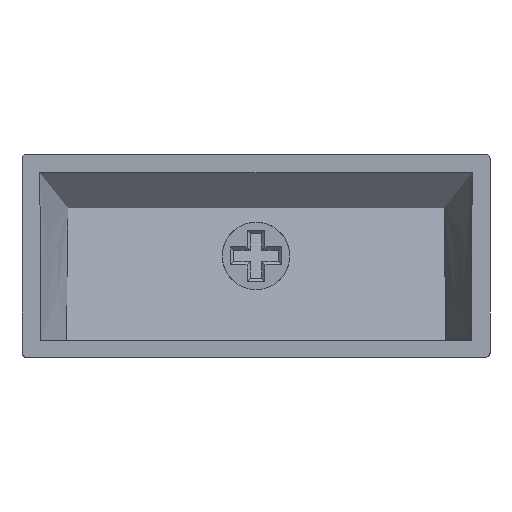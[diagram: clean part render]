
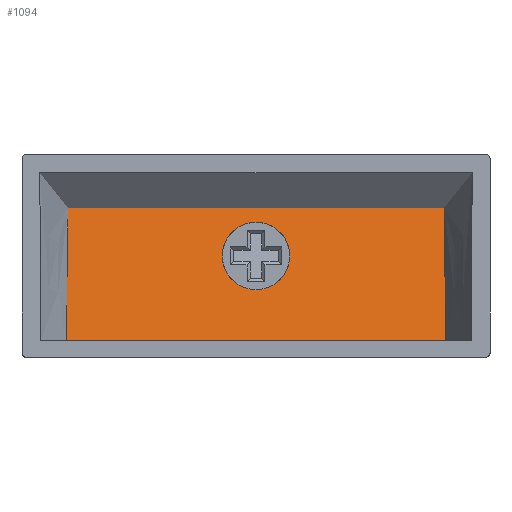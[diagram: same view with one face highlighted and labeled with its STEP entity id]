
A CAD part, front view. The second image highlights one B-rep face of the part: STEP entity #1094.
In plain terms, the highlighted planar face has unit normal (0, -0.981, 0.193).
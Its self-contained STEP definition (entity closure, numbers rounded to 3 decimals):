
#109 = EDGE_CURVE ( 'NONE', #2305, #1950, #1459, .T. ) ;
#150 = CARTESIAN_POINT ( 'NONE',  ( 14.85, 6.845, -6.04 ) ) ;
#159 = ORIENTED_EDGE ( 'NONE', *, *, #2639, .F. ) ;
#224 = CARTESIAN_POINT ( 'NONE',  ( 4.003, 5.543, -12.654 ) ) ;
#273 = CARTESIAN_POINT ( 'NONE',  ( 37.653, 6.32, -8.708 ) ) ;
#525 = ORIENTED_EDGE ( 'NONE', *, *, #109, .F. ) ;
#527 = LINE ( 'NONE', #1021, #654 ) ;
#540 = FACE_BOUND ( 'NONE', #2328, .T. ) ;
#645 = CARTESIAN_POINT ( 'NONE',  ( 26.85, 5.664, -12.04 ) ) ;
#654 = VECTOR ( 'NONE', #1233, 1000. ) ;
#680 = AXIS2_PLACEMENT_3D ( 'NONE', #2344, #1057, #1268 ) ;
#682 = VECTOR ( 'NONE', #1642, 1000. ) ;
#693 = VERTEX_POINT ( 'NONE', #2701 ) ;
#701 = EDGE_CURVE ( 'NONE', #2471, #2305, #921, .T. ) ;
#761 = CARTESIAN_POINT ( 'NONE',  ( 20.85, 5.664, -12.04 ) ) ;
#805 = EDGE_CURVE ( 'NONE', #2135, #989, #1251, .T. ) ;
#860 = CARTESIAN_POINT ( 'NONE',  ( 37.617, 7.096, -4.762 ) ) ;
#921 = LINE ( 'NONE', #1878, #682 ) ;
#922 = CARTESIAN_POINT ( 'NONE',  ( 37.758, 4.766, -16.6 ) ) ;
#989 = VERTEX_POINT ( 'NONE', #2577 ) ;
#1021 = CARTESIAN_POINT ( 'NONE',  ( 0., 4.766, -16.6 ) ) ;
#1054 = CARTESIAN_POINT ( 'NONE',  ( 26.85, 6.845, -6.04 ) ) ;
#1057 = DIRECTION ( 'NONE',  ( 0., 0.981, -0.193 ) ) ;
#1063 = PLANE ( 'NONE',  #680 ) ;
#1094 = ADVANCED_FACE ( 'NONE', ( #540, #2308 ), #1063, .F. ) ;
#1233 = DIRECTION ( 'NONE',  ( 1., 0., 0. ) ) ;
#1251 =( BOUNDED_CURVE ( )  B_SPLINE_CURVE ( 3, ( #1261, #645, #1054, #2327 ),
 .UNSPECIFIED., .F., .F. ) 
 B_SPLINE_CURVE_WITH_KNOTS ( ( 4, 4 ),
 ( 0., 3.142 ),
 .UNSPECIFIED. ) 
 CURVE ( )  GEOMETRIC_REPRESENTATION_ITEM ( )  RATIONAL_B_SPLINE_CURVE ( ( 1., 0.333, 0.333, 1. ) ) 
 REPRESENTATION_ITEM ( '' )  );
#1261 = CARTESIAN_POINT ( 'NONE',  ( 20.85, 5.664, -12.04 ) ) ;
#1268 = DIRECTION ( 'NONE',  ( 0., 0.193, 0.981 ) ) ;
#1270 = CARTESIAN_POINT ( 'NONE',  ( 4.083, 7.096, -4.762 ) ) ;
#1459 = B_SPLINE_CURVE_WITH_KNOTS ( 'NONE', 3,
 ( #860, #273, #2098, #2325 ),
 .UNSPECIFIED., .F., .F.,
 ( 4, 4 ),
 ( 0., 0.012 ),
 .UNSPECIFIED. ) ;
#1604 = ORIENTED_EDGE ( 'NONE', *, *, #2110, .F. ) ;
#1642 = DIRECTION ( 'NONE',  ( 1., 0., 0. ) ) ;
#1677 = ORIENTED_EDGE ( 'NONE', *, *, #2127, .T. ) ;
#1811 = CARTESIAN_POINT ( 'NONE',  ( 4.083, 7.096, -4.762 ) ) ;
#1814 = CARTESIAN_POINT ( 'NONE',  ( 14.85, 5.664, -12.04 ) ) ;
#1860 = CARTESIAN_POINT ( 'NONE',  ( 20.85, 5.664, -12.04 ) ) ;
#1863 = B_SPLINE_CURVE_WITH_KNOTS ( 'NONE', 3,
 ( #2322, #224, #2118, #1270 ),
 .UNSPECIFIED., .F., .F.,
 ( 4, 4 ),
 ( 0., 0.012 ),
 .UNSPECIFIED. ) ;
#1878 = CARTESIAN_POINT ( 'NONE',  ( 0., 7.096, -4.762 ) ) ;
#1950 = VERTEX_POINT ( 'NONE', #922 ) ;
#2098 = CARTESIAN_POINT ( 'NONE',  ( 37.697, 5.543, -12.654 ) ) ;
#2110 = EDGE_CURVE ( 'NONE', #989, #2135, #2566, .T. ) ;
#2118 = CARTESIAN_POINT ( 'NONE',  ( 4.047, 6.32, -8.708 ) ) ;
#2127 = EDGE_CURVE ( 'NONE', #693, #1950, #527, .T. ) ;
#2135 = VERTEX_POINT ( 'NONE', #1860 ) ;
#2265 = CARTESIAN_POINT ( 'NONE',  ( 37.617, 7.096, -4.762 ) ) ;
#2305 = VERTEX_POINT ( 'NONE', #2265 ) ;
#2308 = FACE_OUTER_BOUND ( 'NONE', #2589, .T. ) ;
#2322 = CARTESIAN_POINT ( 'NONE',  ( 3.942, 4.766, -16.6 ) ) ;
#2325 = CARTESIAN_POINT ( 'NONE',  ( 37.758, 4.766, -16.6 ) ) ;
#2327 = CARTESIAN_POINT ( 'NONE',  ( 20.85, 6.845, -6.04 ) ) ;
#2328 = EDGE_LOOP ( 'NONE', ( #2595, #1604 ) ) ;
#2344 = CARTESIAN_POINT ( 'NONE',  ( 0., 7.734, -1.522 ) ) ;
#2415 = ORIENTED_EDGE ( 'NONE', *, *, #701, .F. ) ;
#2440 = CARTESIAN_POINT ( 'NONE',  ( 20.85, 6.845, -6.04 ) ) ;
#2471 = VERTEX_POINT ( 'NONE', #1811 ) ;
#2566 =( BOUNDED_CURVE ( )  B_SPLINE_CURVE ( 3, ( #2440, #150, #1814, #761 ),
 .UNSPECIFIED., .F., .T. ) 
 B_SPLINE_CURVE_WITH_KNOTS ( ( 4, 4 ),
 ( 3.142, 6.283 ),
 .UNSPECIFIED. ) 
 CURVE ( )  GEOMETRIC_REPRESENTATION_ITEM ( )  RATIONAL_B_SPLINE_CURVE ( ( 1., 0.333, 0.333, 1. ) ) 
 REPRESENTATION_ITEM ( '' )  );
#2577 = CARTESIAN_POINT ( 'NONE',  ( 20.85, 6.845, -6.04 ) ) ;
#2589 = EDGE_LOOP ( 'NONE', ( #525, #2415, #159, #1677 ) ) ;
#2595 = ORIENTED_EDGE ( 'NONE', *, *, #805, .F. ) ;
#2639 = EDGE_CURVE ( 'NONE', #693, #2471, #1863, .T. ) ;
#2701 = CARTESIAN_POINT ( 'NONE',  ( 3.942, 4.766, -16.6 ) ) ;
